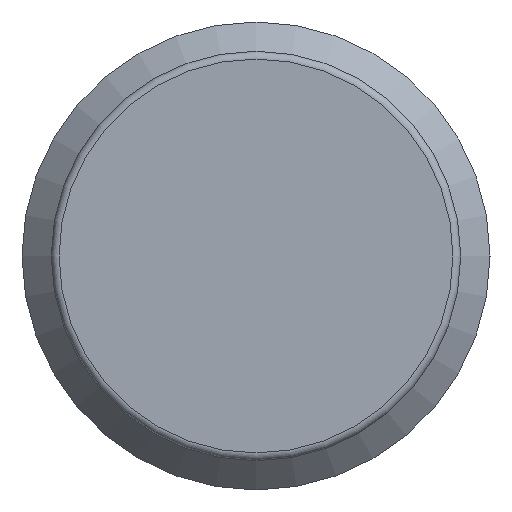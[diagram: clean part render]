
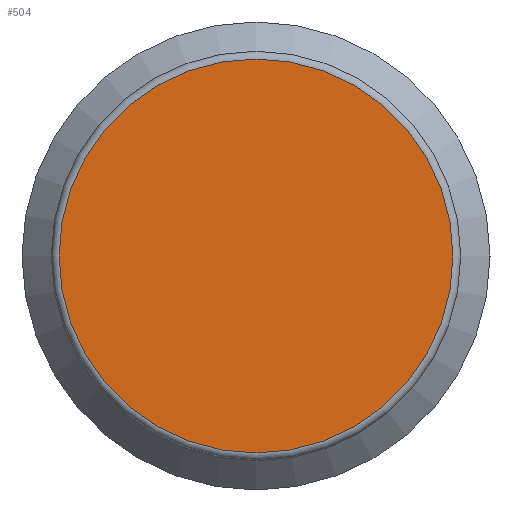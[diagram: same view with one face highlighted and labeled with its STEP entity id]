
A CAD part, left-side view. The second image highlights one B-rep face of the part: STEP entity #504.
In plain terms, the highlighted planar face has unit normal (-1, 0, 0).
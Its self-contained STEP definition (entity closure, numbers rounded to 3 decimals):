
#504 = ADVANCED_FACE( '', ( #750 ), #751, .F. );
#750 = FACE_OUTER_BOUND( '', #1262, .T. );
#751 = PLANE( '', #1263 );
#1262 = EDGE_LOOP( '', ( #1538 ) );
#1263 = AXIS2_PLACEMENT_3D( '', #1539, #1540, #1541 );
#1538 = ORIENTED_EDGE( '', *, *, #1819, .T. );
#1539 = CARTESIAN_POINT( '', ( 0., 0., 0. ) );
#1540 = DIRECTION( '', ( 1., 0., 0. ) );
#1541 = DIRECTION( '', ( 0., 0., -1. ) );
#1819 = EDGE_CURVE( '', #2173, #2173, #2174, .F. );
#2173 = VERTEX_POINT( '', #2601 );
#2174 = CIRCLE( '', #2602, 5.05 );
#2601 = CARTESIAN_POINT( '', ( 0., 0., -5.05 ) );
#2602 = AXIS2_PLACEMENT_3D( '', #2651, #2652, #2653 );
#2651 = CARTESIAN_POINT( '', ( 0., 0., 0. ) );
#2652 = DIRECTION( '', ( 1., 0., 0. ) );
#2653 = DIRECTION( '', ( 0., 0., -1. ) );
